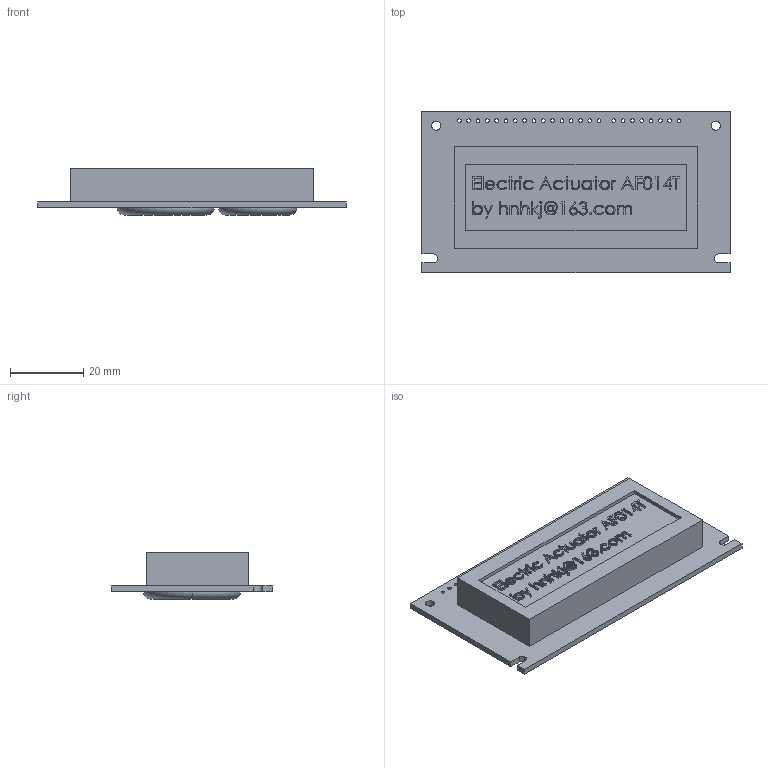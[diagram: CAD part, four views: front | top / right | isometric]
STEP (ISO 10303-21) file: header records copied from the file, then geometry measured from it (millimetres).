
FILE_DESCRIPTION (( 'STEP AP214' ), '1' );
FILE_NAME ('RF12232F.STEP', '2008-07-04T03:55:21', ( 'Chinese User' ), ( 'Chinese ORG' ), 'SwSTEP 2.0', 'SolidWorks 2005204', '' );
FILE_SCHEMA (( 'AUTOMOTIVE_DESIGN' ));
Length unit declared in the file: millimetre
Products named in the file (1): RF12232F
Bounding box: 84 x 44 x 12.6 mm (x, y, z)
Volume: 23097.6 mm3; surface area: 15806.2 mm2
Topology: 43 solids, 43 shells, 589 faces, 1506 edges, 1004 vertices
Faces by surface type: plane 333, bspline 197, cylinder 55, torus 4
Entity records: 39786 total; most frequent: CARTESIAN_POINT 20203, ORIENTED_EDGE 3012, DIRECTION 2020, EDGE_CURVE 1506, VERTEX_POINT 1004, VECTOR 990, LINE 990, EDGE_LOOP 664
